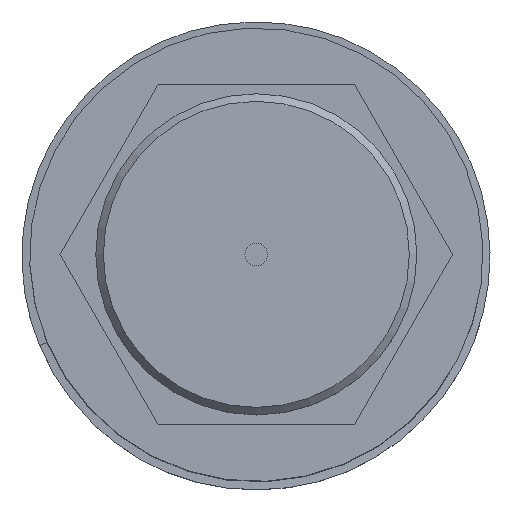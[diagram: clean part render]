
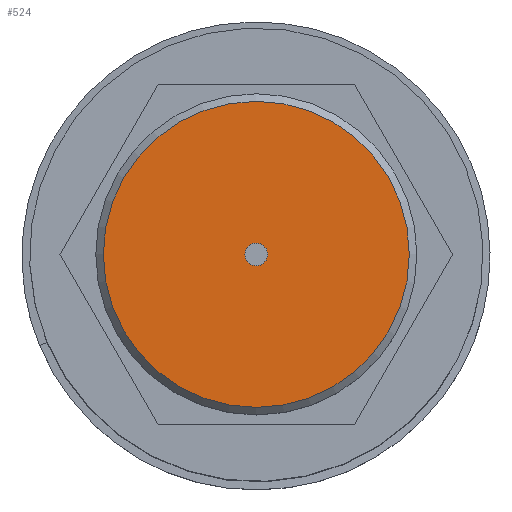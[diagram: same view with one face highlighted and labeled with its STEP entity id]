
A CAD part, top view. The second image highlights one B-rep face of the part: STEP entity #524.
In plain terms, the highlighted planar face has unit normal (0, 0, 1).
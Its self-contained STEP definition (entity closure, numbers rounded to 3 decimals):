
#66=FACE_BOUND('',#644,.T.);
#67=FACE_BOUND('',#645,.T.);
#100=CIRCLE('',#1264,0.15);
#101=CIRCLE('',#1265,2.025);
#524=ADVANCED_FACE('',(#66,#67),#568,.T.);
#568=PLANE('',#1266);
#644=EDGE_LOOP('',(#759));
#645=EDGE_LOOP('',(#760));
#759=ORIENTED_EDGE('',*,*,#1012,.F.);
#760=ORIENTED_EDGE('',*,*,#1013,.T.);
#926=VERTEX_POINT('',#1860);
#927=VERTEX_POINT('',#1862);
#1012=EDGE_CURVE('',#926,#926,#100,.T.);
#1013=EDGE_CURVE('',#927,#927,#101,.T.);
#1264=AXIS2_PLACEMENT_3D('',#1859,#1402,#1403);
#1265=AXIS2_PLACEMENT_3D('',#1861,#1404,#1405);
#1266=AXIS2_PLACEMENT_3D('',#1863,#1406,#1407);
#1402=DIRECTION('',(0.,0.,1.));
#1403=DIRECTION('',(1.,0.,0.));
#1404=DIRECTION('',(0.,0.,1.));
#1405=DIRECTION('',(1.,0.,0.));
#1406=DIRECTION('',(0.,0.,1.));
#1407=DIRECTION('',(-1.,0.,0.));
#1859=CARTESIAN_POINT('',(0.,0.,0.4));
#1860=CARTESIAN_POINT('',(0.15,0.,0.4));
#1861=CARTESIAN_POINT('',(0.,0.,0.4));
#1862=CARTESIAN_POINT('',(2.025,0.,0.4));
#1863=CARTESIAN_POINT('',(0.,0.,0.4));
